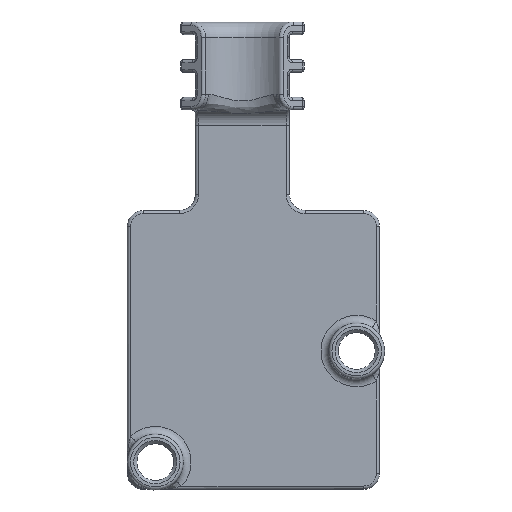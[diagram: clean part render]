
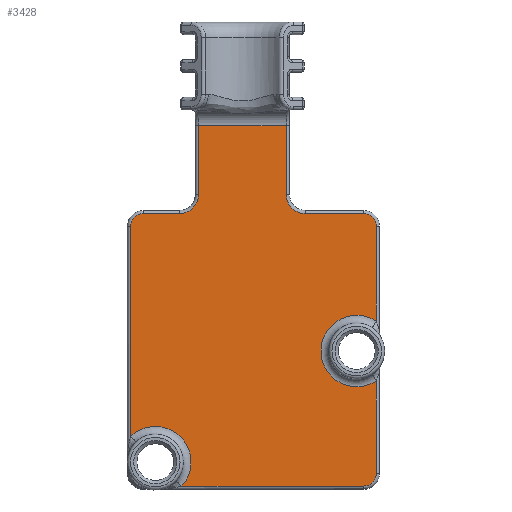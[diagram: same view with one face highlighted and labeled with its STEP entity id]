
A CAD part, top view. The second image highlights one B-rep face of the part: STEP entity #3428.
In plain terms, the highlighted planar face has unit normal (0, 0, 1).
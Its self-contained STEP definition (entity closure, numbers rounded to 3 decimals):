
#294=PLANE('',#3736);
#373=FACE_OUTER_BOUND('',#607,.T.);
#607=EDGE_LOOP('',(#2565,#2566,#2567,#2568,#2569,#2570,#2571,#2572,#2573,
#2574,#2575,#2576,#2577,#2578,#2579,#2580));
#856=LINE('',#5953,#1041);
#858=LINE('',#5959,#1043);
#859=LINE('',#5963,#1044);
#860=LINE('',#5967,#1045);
#861=LINE('',#5971,#1046);
#862=LINE('',#5975,#1047);
#863=LINE('',#5977,#1048);
#864=LINE('',#5979,#1049);
#865=LINE('',#5983,#1050);
#1041=VECTOR('',#4426,10.);
#1043=VECTOR('',#4432,10.);
#1044=VECTOR('',#4435,10.);
#1045=VECTOR('',#4438,10.);
#1046=VECTOR('',#4441,10.);
#1047=VECTOR('',#4444,10.);
#1048=VECTOR('',#4445,10.);
#1049=VECTOR('',#4446,10.);
#1050=VECTOR('',#4449,10.);
#1202=CIRCLE('',#3714,4.55);
#1217=CIRCLE('',#3737,1.6);
#1218=CIRCLE('',#3738,4.55);
#1219=CIRCLE('',#3739,1.6);
#1220=CIRCLE('',#3740,2.4);
#1221=CIRCLE('',#3741,2.4);
#1222=CIRCLE('',#3742,1.6);
#1527=VERTEX_POINT('',#5659);
#1531=VERTEX_POINT('',#5666);
#1546=VERTEX_POINT('',#5952);
#1548=VERTEX_POINT('',#5958);
#1549=VERTEX_POINT('',#5960);
#1550=VERTEX_POINT('',#5962);
#1551=VERTEX_POINT('',#5964);
#1552=VERTEX_POINT('',#5966);
#1553=VERTEX_POINT('',#5968);
#1554=VERTEX_POINT('',#5970);
#1555=VERTEX_POINT('',#5972);
#1556=VERTEX_POINT('',#5974);
#1557=VERTEX_POINT('',#5976);
#1558=VERTEX_POINT('',#5978);
#1559=VERTEX_POINT('',#5980);
#1560=VERTEX_POINT('',#5982);
#1883=EDGE_CURVE('',#1531,#1527,#1202,.T.);
#1913=EDGE_CURVE('',#1527,#1546,#856,.T.);
#1916=EDGE_CURVE('',#1548,#1531,#858,.T.);
#1917=EDGE_CURVE('',#1549,#1548,#1217,.T.);
#1918=EDGE_CURVE('',#1550,#1549,#859,.T.);
#1919=EDGE_CURVE('',#1551,#1550,#1218,.T.);
#1920=EDGE_CURVE('',#1552,#1551,#860,.T.);
#1921=EDGE_CURVE('',#1553,#1552,#1219,.T.);
#1922=EDGE_CURVE('',#1554,#1553,#861,.T.);
#1923=EDGE_CURVE('',#1555,#1554,#1220,.T.);
#1924=EDGE_CURVE('',#1556,#1555,#862,.T.);
#1925=EDGE_CURVE('',#1557,#1556,#863,.T.);
#1926=EDGE_CURVE('',#1558,#1557,#864,.T.);
#1927=EDGE_CURVE('',#1559,#1558,#1221,.T.);
#1928=EDGE_CURVE('',#1560,#1559,#865,.T.);
#1929=EDGE_CURVE('',#1546,#1560,#1222,.T.);
#2565=ORIENTED_EDGE('',*,*,#1883,.F.);
#2566=ORIENTED_EDGE('',*,*,#1916,.F.);
#2567=ORIENTED_EDGE('',*,*,#1917,.F.);
#2568=ORIENTED_EDGE('',*,*,#1918,.F.);
#2569=ORIENTED_EDGE('',*,*,#1919,.F.);
#2570=ORIENTED_EDGE('',*,*,#1920,.F.);
#2571=ORIENTED_EDGE('',*,*,#1921,.F.);
#2572=ORIENTED_EDGE('',*,*,#1922,.F.);
#2573=ORIENTED_EDGE('',*,*,#1923,.F.);
#2574=ORIENTED_EDGE('',*,*,#1924,.F.);
#2575=ORIENTED_EDGE('',*,*,#1925,.F.);
#2576=ORIENTED_EDGE('',*,*,#1926,.F.);
#2577=ORIENTED_EDGE('',*,*,#1927,.F.);
#2578=ORIENTED_EDGE('',*,*,#1928,.F.);
#2579=ORIENTED_EDGE('',*,*,#1929,.F.);
#2580=ORIENTED_EDGE('',*,*,#1913,.F.);
#3428=ADVANCED_FACE('',(#373),#294,.F.);
#3714=AXIS2_PLACEMENT_3D('',#5668,#4382,#4383);
#3736=AXIS2_PLACEMENT_3D('',#5957,#4430,#4431);
#3737=AXIS2_PLACEMENT_3D('',#5961,#4433,#4434);
#3738=AXIS2_PLACEMENT_3D('',#5965,#4436,#4437);
#3739=AXIS2_PLACEMENT_3D('',#5969,#4439,#4440);
#3740=AXIS2_PLACEMENT_3D('',#5973,#4442,#4443);
#3741=AXIS2_PLACEMENT_3D('',#5981,#4447,#4448);
#3742=AXIS2_PLACEMENT_3D('',#5984,#4450,#4451);
#4382=DIRECTION('center_axis',(0.,0.,1.));
#4383=DIRECTION('ref_axis',(0.686,0.727,0.));
#4426=DIRECTION('',(0.,1.,0.));
#4430=DIRECTION('center_axis',(0.,0.,-1.));
#4431=DIRECTION('ref_axis',(1.,0.,0.));
#4432=DIRECTION('',(-1.,0.,0.));
#4433=DIRECTION('center_axis',(0.,0.,-1.));
#4434=DIRECTION('ref_axis',(0.707,-0.707,0.));
#4435=DIRECTION('',(0.,-1.,0.));
#4436=DIRECTION('center_axis',(0.,0.,1.));
#4437=DIRECTION('ref_axis',(-1.,0.,0.));
#4438=DIRECTION('',(0.,-1.,0.));
#4439=DIRECTION('center_axis',(0.,0.,-1.));
#4440=DIRECTION('ref_axis',(0.707,0.707,0.));
#4441=DIRECTION('',(1.,0.,0.));
#4442=DIRECTION('center_axis',(0.,0.,1.));
#4443=DIRECTION('ref_axis',(-0.707,-0.707,0.));
#4444=DIRECTION('',(0.,-1.,0.));
#4445=DIRECTION('',(1.,0.,0.));
#4446=DIRECTION('',(0.,1.,0.));
#4447=DIRECTION('center_axis',(0.,0.,1.));
#4448=DIRECTION('ref_axis',(0.707,-0.707,0.));
#4449=DIRECTION('',(1.,0.,0.));
#4450=DIRECTION('center_axis',(0.,0.,-1.));
#4451=DIRECTION('ref_axis',(-0.707,0.707,0.));
#5659=CARTESIAN_POINT('',(50.9,-62.767,-2.4));
#5666=CARTESIAN_POINT('',(57.426,-69.1,-2.4));
#5668=CARTESIAN_POINT('Origin',(54.05,-66.05,-2.4));
#5952=CARTESIAN_POINT('',(50.9,-36.,-2.4));
#5953=CARTESIAN_POINT('',(50.9,-60.625,-2.4));
#5957=CARTESIAN_POINT('Origin',(66.55,-51.75,-2.4));
#5958=CARTESIAN_POINT('',(80.6,-69.1,-2.4));
#5959=CARTESIAN_POINT('',(74.575,-69.1,-2.4));
#5960=CARTESIAN_POINT('',(82.2,-67.5,-2.4));
#5961=CARTESIAN_POINT('Origin',(80.6,-67.5,-2.4));
#5962=CARTESIAN_POINT('',(82.2,-55.702,-2.4));
#5963=CARTESIAN_POINT('',(82.2,-42.875,-2.4));
#5964=CARTESIAN_POINT('',(82.2,-48.098,-2.4));
#5965=CARTESIAN_POINT('Origin',(79.7,-51.9,-2.4));
#5966=CARTESIAN_POINT('',(82.2,-36.,-2.4));
#5967=CARTESIAN_POINT('',(82.2,-42.875,-2.4));
#5968=CARTESIAN_POINT('',(80.6,-34.4,-2.4));
#5969=CARTESIAN_POINT('Origin',(80.6,-36.,-2.4));
#5970=CARTESIAN_POINT('',(73.13,-34.4,-2.4));
#5971=CARTESIAN_POINT('',(58.525,-34.4,-2.4));
#5972=CARTESIAN_POINT('',(70.73,-32.,-2.4));
#5973=CARTESIAN_POINT('Origin',(73.13,-32.,-2.4));
#5974=CARTESIAN_POINT('',(70.73,-23.2,-2.4));
#5975=CARTESIAN_POINT('',(70.73,-30.875,-2.4));
#5976=CARTESIAN_POINT('',(59.53,-23.2,-2.4));
#5977=CARTESIAN_POINT('',(62.84,-23.2,-2.4));
#5978=CARTESIAN_POINT('',(59.53,-32.,-2.4));
#5979=CARTESIAN_POINT('',(59.53,-42.875,-2.4));
#5980=CARTESIAN_POINT('',(57.13,-34.4,-2.4));
#5981=CARTESIAN_POINT('Origin',(57.13,-32.,-2.4));
#5982=CARTESIAN_POINT('',(52.5,-34.4,-2.4));
#5983=CARTESIAN_POINT('',(58.525,-34.4,-2.4));
#5984=CARTESIAN_POINT('Origin',(52.5,-36.,-2.4));
